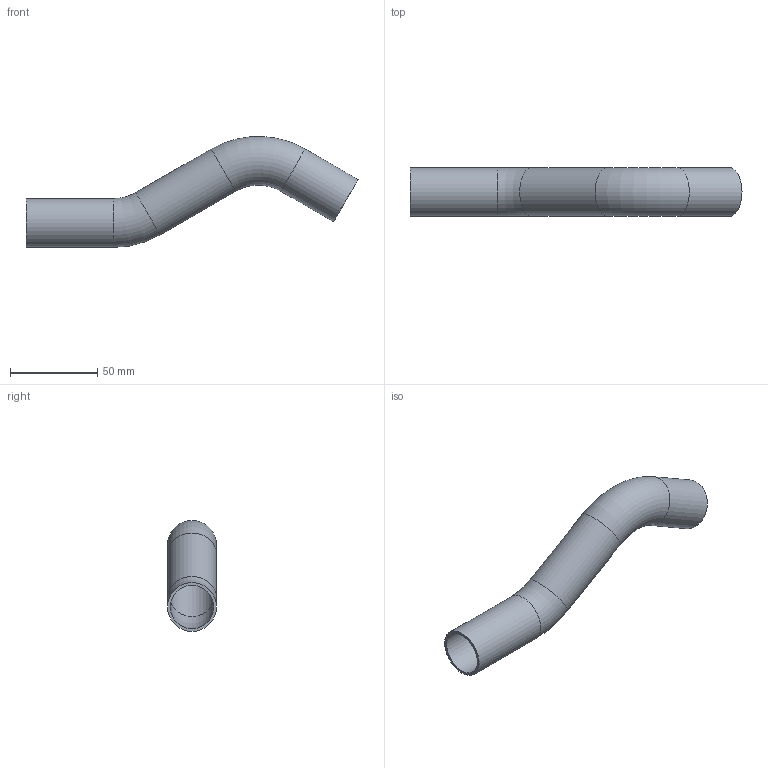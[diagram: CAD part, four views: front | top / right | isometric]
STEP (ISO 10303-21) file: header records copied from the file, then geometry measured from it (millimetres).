
FILE_DESCRIPTION(/* description */ (''),/* implementation_level */ '2;1');
FILE_NAME(/* name */ '30805.stp',/* time_stamp */ '2014-04-01T20:05:27+02:00',/* author */ ('bruh'),/* organization */ (''),/* preprocessor_version */ 'ST-DEVELOPER v15.2',/* originating_system */ 'Autodesk Inventor 2014',/* authorisation */ '');
FILE_SCHEMA (('AUTOMOTIVE_DESIGN { 1 0 10303 214 3 1 1 }'));
Length unit declared in the file: millimetre
Products named in the file (1): 30805
Bounding box: 190.6 x 28 x 63.66 mm (x, y, z)
Volume: 24703.5 mm3; surface area: 33187.8 mm2
Topology: 1 solids, 1 shells, 12 faces, 22 edges, 12 vertices
Faces by surface type: cylinder 6, torus 4, plane 2
Full cylindrical faces by diameter (mm): 25 x3, 28 x3
Entity records: 281 total; most frequent: DIRECTION 50, CARTESIAN_POINT 37, AXIS2_PLACEMENT_3D 25, EDGE_LOOP 24, ORIENTED_EDGE 24, FACE_BOUND 14, STYLED_ITEM 13, CIRCLE 12
